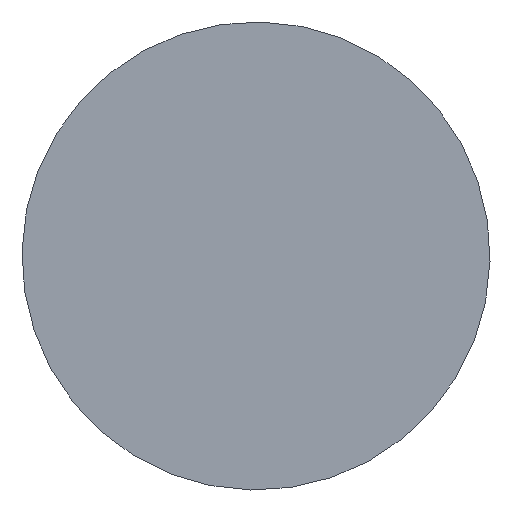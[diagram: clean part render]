
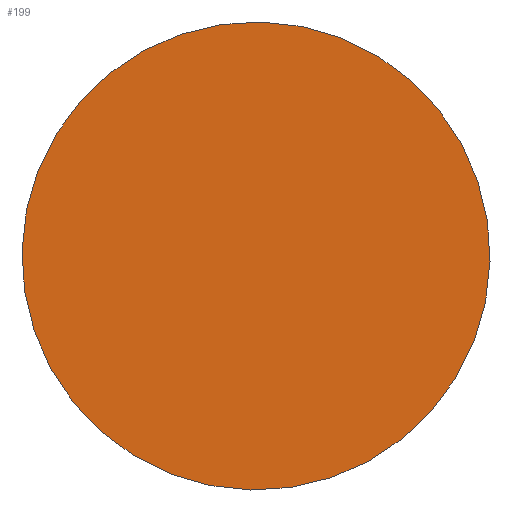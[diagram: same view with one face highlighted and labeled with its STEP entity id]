
A CAD part, front view. The second image highlights one B-rep face of the part: STEP entity #199.
In plain terms, the highlighted planar face has unit normal (0, -1, 0).
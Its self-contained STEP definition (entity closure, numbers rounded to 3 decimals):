
#120=CARTESIAN_POINT('Vertex',(19.177,0.,-35.103)) ;
#123=CARTESIAN_POINT('Axis2P3D Location',(0.,0.,0.)) ;
#127=CARTESIAN_POINT('Vertex',(-19.177,0.,35.103)) ;
#149=CARTESIAN_POINT('Axis2P3D Location',(0.,0.,0.)) ;
#190=CARTESIAN_POINT('Axis2P3D Location',(0.,0.,0.)) ;
#124=DIRECTION('Axis2P3D Direction',(0.,-1.,0.)) ;
#150=DIRECTION('Axis2P3D Direction',(0.,-1.,0.)) ;
#191=DIRECTION('Axis2P3D Direction',(0.,-1.,0.)) ;
#192=DIRECTION('Axis2P3D XDirection',(1.,0.,0.)) ;
#125=AXIS2_PLACEMENT_3D('Circle Axis2P3D',#123,#124,$) ;
#151=AXIS2_PLACEMENT_3D('Circle Axis2P3D',#149,#150,$) ;
#193=AXIS2_PLACEMENT_3D('Plane Axis2P3D',#190,#191,#192) ;
#196=ORIENTED_EDGE('',*,*,#153,.T.) ;
#197=ORIENTED_EDGE('',*,*,#129,.T.) ;
#199=ADVANCED_FACE('Corps principal',(#198),#194,.T.) ;
#126=CIRCLE('generated circle',#125,40.) ;
#152=CIRCLE('generated circle',#151,40.) ;
#129=EDGE_CURVE('',#128,#121,#126,.T.) ;
#153=EDGE_CURVE('',#121,#128,#152,.T.) ;
#195=EDGE_LOOP('',(#196,#197)) ;
#198=FACE_OUTER_BOUND('',#195,.T.) ;
#194=PLANE('Plane',#193) ;
#121=VERTEX_POINT('',#120) ;
#128=VERTEX_POINT('',#127) ;
